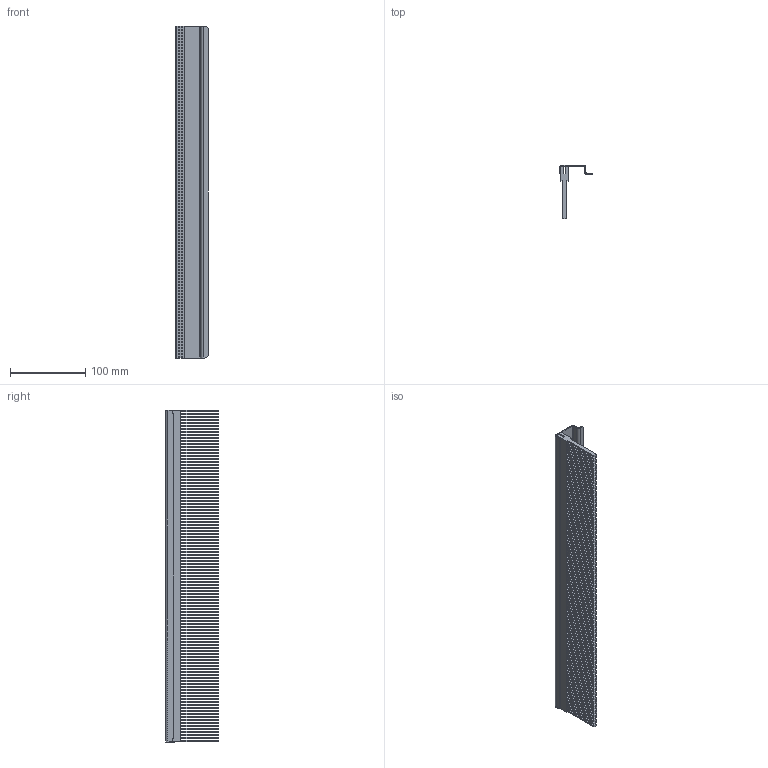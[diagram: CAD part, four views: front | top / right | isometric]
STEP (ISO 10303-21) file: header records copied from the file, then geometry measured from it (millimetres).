
FILE_DESCRIPTION (( 'STEP AP214' ), '1' );
FILE_NAME ('923.701.STEP', '2024-09-18T10:22:55', ( '' ), ( '' ), 'SwSTEP 2.0', 'SolidWorks 2021', '' );
FILE_SCHEMA (( 'AUTOMOTIVE_DESIGN' ));
Length unit declared in the file: millimetre
Products named in the file (3): Ùåòêà W700; 923.701; 923.700.001
Assembly tree (2 placements, depth 2):
  923.701
    923.700.001
    Ùåòêà W700
Bounding box: 43.5 x 70.5 x 442 mm (x, y, z)
Volume: 162317.6 mm3; surface area: 177369.2 mm2
Topology: 2 solids, 2 shells, 934 faces, 2326 edges, 1396 vertices
Faces by surface type: plane 918, cylinder 16
Entity records: 26734 total; most frequent: CARTESIAN_POINT 4661, ORIENTED_EDGE 4652, DIRECTION 4236, EDGE_CURVE 2326, LINE 2294, VECTOR 2294, VERTEX_POINT 1396, AXIS2_PLACEMENT_3D 971
